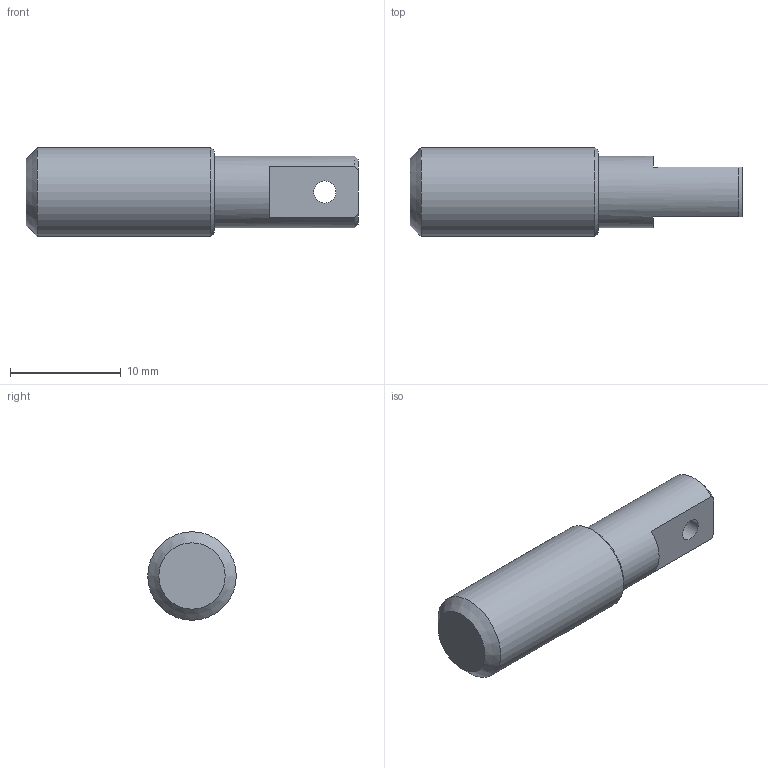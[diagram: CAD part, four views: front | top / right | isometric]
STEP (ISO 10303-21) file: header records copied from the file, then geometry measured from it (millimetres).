
FILE_DESCRIPTION(/* description */ ('Čep mezi řetěz a závaží'),/* implementation_level */ '2;1');
FILE_NAME(/* name */ '700807.stp',/* time_stamp */ '2018-06-11T12:01:08+02:00',/* author */ ('Kovařík'),/* organization */ ('Alutec K&K'),/* preprocessor_version */ 'ST-DEVELOPER v16.1',/* originating_system */ 'Autodesk Inventor 2016',/* authorisation */ '');
FILE_SCHEMA (('AUTOMOTIVE_DESIGN { 1 0 10303 214 3 1 1 }'));
Length unit declared in the file: millimetre
Products named in the file (1): 700807
Bounding box: 30 x 8 x 8 mm (x, y, z)
Volume: 1206.9 mm3; surface area: 783.9 mm2
Topology: 1 solids, 1 shells, 14 faces, 32 edges, 21 vertices
Faces by surface type: plane 7, cone 4, cylinder 3
Full cylindrical faces by diameter (mm): 2 x1, 6.5 x1, 8 x1
Entity records: 382 total; most frequent: CARTESIAN_POINT 67, DIRECTION 64, ORIENTED_EDGE 50, AXIS2_PLACEMENT_3D 28, EDGE_CURVE 25, EDGE_LOOP 22, VERTEX_POINT 19, FACE_OUTER_BOUND 14
